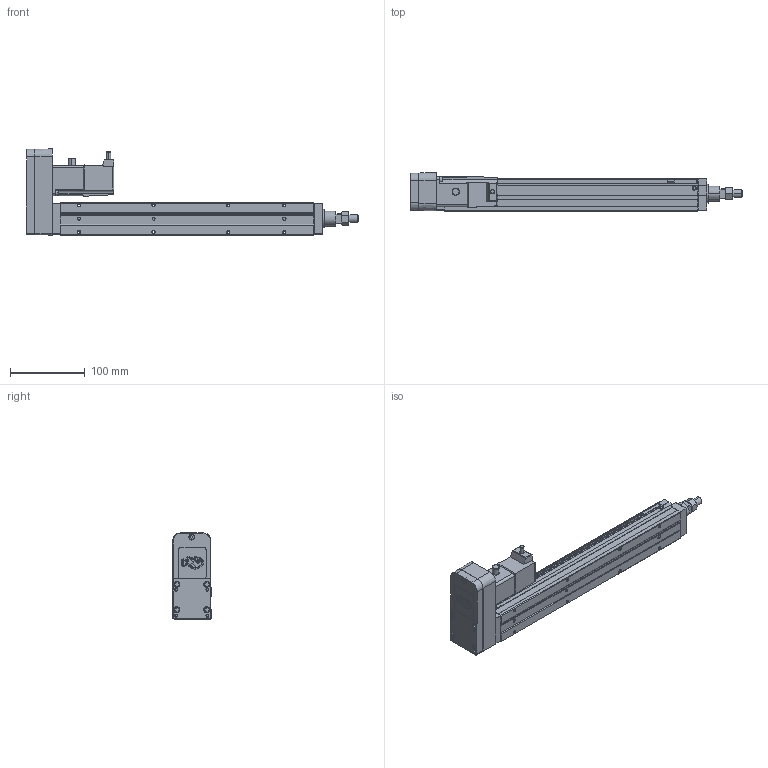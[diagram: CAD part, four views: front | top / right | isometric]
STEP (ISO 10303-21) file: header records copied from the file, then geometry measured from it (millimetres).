
FILE_DESCRIPTION (( 'STEP AP214' ), '1' );
FILE_NAME ('ETU04BL-10XLD-0200-XXXX.STEP', '2025-02-27T14:25:20', ( '' ), ( '' ), 'SwSTEP 2.0', 'SolidWorks 2022', '' );
FILE_SCHEMA (( 'AUTOMOTIVE_DESIGN' ));
Length unit declared in the file: millimetre
Products named in the file (10): ETU04-200BODY2; ETU04-200BODY3; ETU04-200BODY1; ETU04-200NUT; ETU04-200BODY0; ETU04-200MOTOR; ETU04-SENSOR; ETU04BL-10XLD-0200-XXXX; FANG STICKER; ETU04-200ROD
Assembly tree (10 placements, depth 2):
  ETU04BL-10XLD-0200-XXXX
    ETU04-200BODY0
    ETU04-200BODY1
    ETU04-200BODY2
    ETU04-200BODY3
    ETU04-200MOTOR
    ETU04-200ROD
    ETU04-200NUT
    ETU04-SENSOR  x2
    FANG STICKER
Bounding box: 445 x 51.5 x 115.5 mm (x, y, z)
Volume: 854779.1 mm3; surface area: 170432.2 mm2
Topology: 10 solids, 10 shells, 872 faces, 2201 edges, 1416 vertices
Faces by surface type: plane 546, cylinder 212, cone 104, torus 10
Entity records: 26089 total; most frequent: CARTESIAN_POINT 4558, DIRECTION 4422, ORIENTED_EDGE 4326, EDGE_CURVE 2163, LINE 1566, VECTOR 1566, AXIS2_PLACEMENT_3D 1428, VERTEX_POINT 1396
